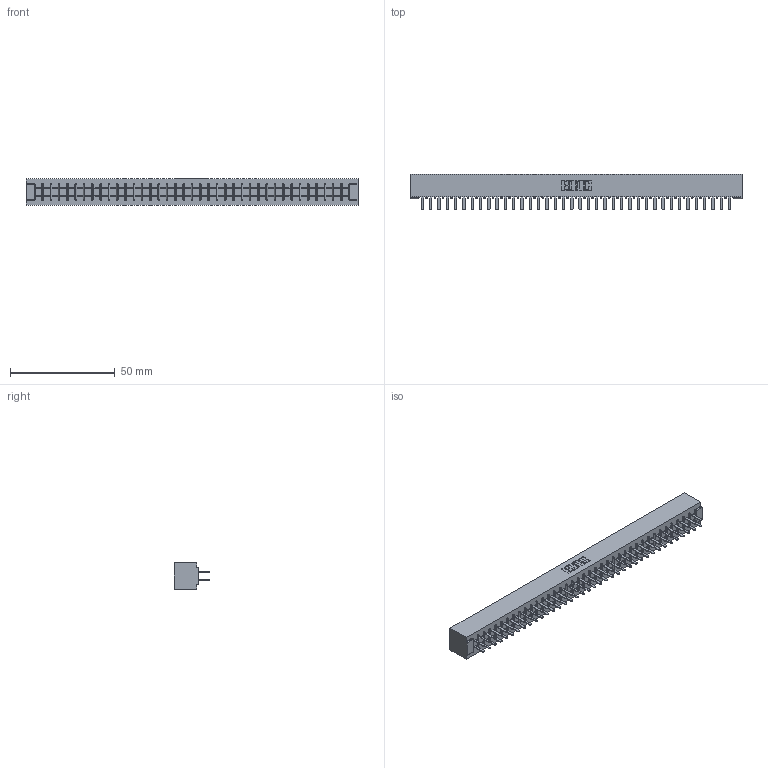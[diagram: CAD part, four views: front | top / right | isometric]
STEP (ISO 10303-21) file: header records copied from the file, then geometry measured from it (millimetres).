
FILE_DESCRIPTION (( 'STEP AP203' ), '1' );
FILE_NAME ('315-076-520-201.STEP', '2019-09-10T22:23:10', ( '' ), ( '' ), 'SwSTEP 2.0', 'SolidWorks 2016', '' );
FILE_SCHEMA (( 'CONFIG_CONTROL_DESIGN' ));
Length unit declared in the file: inch
Products named in the file (3): 305 Part_No Mounting; 305-290-001_520; 315-076-520-201
Assembly tree (77 placements, depth 2):
  315-076-520-201
    305 Part_No Mounting
    305-290-001_520  x76
Bounding box: 158.45 x 17.09 x 12.7 mm (x, y, z)
Volume: 16986.1 mm3; surface area: 21977.8 mm2
Topology: 77 solids, 77 shells, 3604 faces, 10286 edges, 6652 vertices
Faces by surface type: plane 2116, cylinder 1336, sphere 152
Entity records: 41233 total; most frequent: CARTESIAN_POINT 6820, ORIENTED_EDGE 6768, DIRECTION 6598, EDGE_CURVE 3384, VECTOR 2738, LINE 2738, VERTEX_POINT 2152, AXIS2_PLACEMENT_3D 1930
